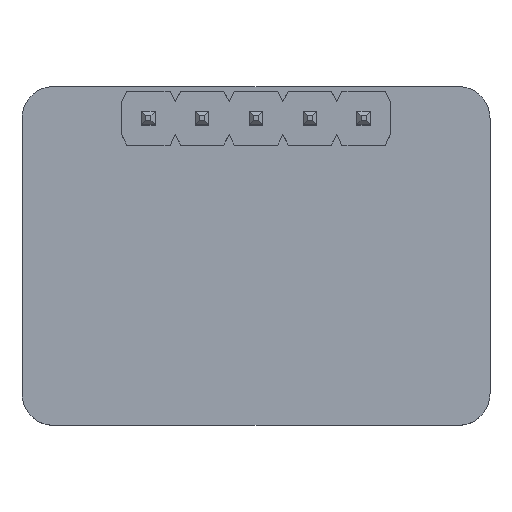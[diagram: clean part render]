
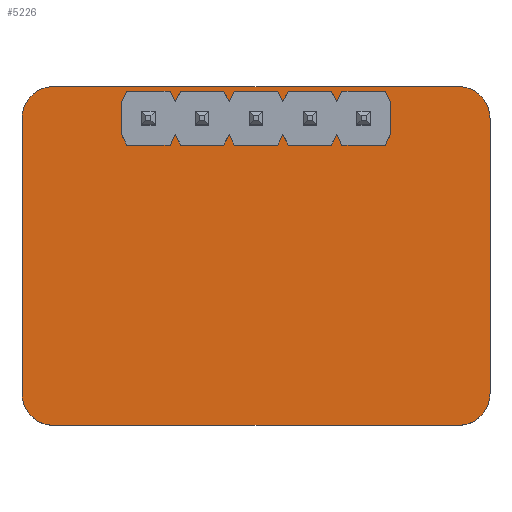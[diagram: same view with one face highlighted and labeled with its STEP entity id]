
A CAD part, top view. The second image highlights one B-rep face of the part: STEP entity #5226.
In plain terms, the highlighted planar face has unit normal (0, 0, 1).
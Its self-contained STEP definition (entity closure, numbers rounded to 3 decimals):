
#94 = LINE ( 'NONE', #3779, #6000 ) ;
#185 = CARTESIAN_POINT ( 'NONE',  ( -83.884, 5.293, 39.534 ) ) ;
#278 = VERTEX_POINT ( 'NONE', #286 ) ;
#286 = CARTESIAN_POINT ( 'NONE',  ( -83.884, 18.293, 39.534 ) ) ;
#459 = CARTESIAN_POINT ( 'NONE',  ( -83.884, 19.793, 39.534 ) ) ;
#516 = LINE ( 'NONE', #2610, #2169 ) ;
#622 = VERTEX_POINT ( 'NONE', #6094 ) ;
#630 = EDGE_CURVE ( 'NONE', #1664, #6295, #1440, .T. ) ;
#972 = DIRECTION ( 'NONE',  ( 0., -1., 0. ) ) ;
#985 = VECTOR ( 'NONE', #4032, 1000. ) ;
#986 = AXIS2_PLACEMENT_3D ( 'NONE', #6607, #3422, #1803 ) ;
#1117 = VERTEX_POINT ( 'NONE', #185 ) ;
#1331 = ORIENTED_EDGE ( 'NONE', *, *, #4720, .T. ) ;
#1440 = CIRCLE ( 'NONE', #6076, 1.5 ) ;
#1616 = CIRCLE ( 'NONE', #4798, 1.5 ) ;
#1664 = VERTEX_POINT ( 'NONE', #5368 ) ;
#1689 = ORIENTED_EDGE ( 'NONE', *, *, #2700, .T. ) ;
#1742 = DIRECTION ( 'NONE',  ( 1., 0., 0. ) ) ;
#1747 = CARTESIAN_POINT ( 'NONE',  ( -85.384, 5.293, 39.534 ) ) ;
#1773 = CARTESIAN_POINT ( 'NONE',  ( -85.384, 18.293, 39.534 ) ) ;
#1782 = FACE_OUTER_BOUND ( 'NONE', #4332, .T. ) ;
#1792 = VERTEX_POINT ( 'NONE', #5811 ) ;
#1803 = DIRECTION ( 'NONE',  ( 1., 0., 0. ) ) ;
#1956 = CARTESIAN_POINT ( 'NONE',  ( -85.384, 19.793, 39.534 ) ) ;
#2169 = VECTOR ( 'NONE', #4721, 1000. ) ;
#2210 = DIRECTION ( 'NONE',  ( 0., -1., 0. ) ) ;
#2251 = DIRECTION ( 'NONE',  ( 0., 0., 1. ) ) ;
#2610 = CARTESIAN_POINT ( 'NONE',  ( -83.884, 3.793, 39.534 ) ) ;
#2644 = CARTESIAN_POINT ( 'NONE',  ( -85.384, 3.793, 39.534 ) ) ;
#2646 = ORIENTED_EDGE ( 'NONE', *, *, #6496, .T. ) ;
#2700 = EDGE_CURVE ( 'NONE', #6295, #1792, #94, .T. ) ;
#2787 = VERTEX_POINT ( 'NONE', #1956 ) ;
#2941 = ORIENTED_EDGE ( 'NONE', *, *, #4543, .F. ) ;
#3212 = EDGE_CURVE ( 'NONE', #278, #1117, #6762, .T. ) ;
#3367 = ORIENTED_EDGE ( 'NONE', *, *, #3212, .F. ) ;
#3422 = DIRECTION ( 'NONE',  ( 0., 0., 1. ) ) ;
#3575 = LINE ( 'NONE', #6678, #985 ) ;
#3679 = ORIENTED_EDGE ( 'NONE', *, *, #4083, .T. ) ;
#3761 = DIRECTION ( 'NONE',  ( 1., 0., 0. ) ) ;
#3779 = CARTESIAN_POINT ( 'NONE',  ( -105.984, 19.793, 39.534 ) ) ;
#3838 = DIRECTION ( 'NONE',  ( 0., 0., 1. ) ) ;
#4032 = DIRECTION ( 'NONE',  ( -1., 0., 0. ) ) ;
#4083 = EDGE_CURVE ( 'NONE', #6732, #1117, #1616, .T. ) ;
#4332 = EDGE_LOOP ( 'NONE', ( #3367, #1331, #2646, #5253, #1689, #6351, #2941, #3679 ) ) ;
#4459 = DIRECTION ( 'NONE',  ( 0., 0., 1. ) ) ;
#4525 = CARTESIAN_POINT ( 'NONE',  ( -105.984, 18.293, 39.534 ) ) ;
#4543 = EDGE_CURVE ( 'NONE', #6732, #622, #516, .T. ) ;
#4558 = DIRECTION ( 'NONE',  ( 0., 0., 1. ) ) ;
#4720 = EDGE_CURVE ( 'NONE', #278, #2787, #6505, .T. ) ;
#4721 = DIRECTION ( 'NONE',  ( -1., 0., 0. ) ) ;
#4798 = AXIS2_PLACEMENT_3D ( 'NONE', #1747, #3838, #3761 ) ;
#4901 = DIRECTION ( 'NONE',  ( 1., 0., 0. ) ) ;
#5068 = CARTESIAN_POINT ( 'NONE',  ( -104.484, 18.293, 39.534 ) ) ;
#5226 = ADVANCED_FACE ( 'NONE', ( #1782 ), #5494, .T. ) ;
#5253 = ORIENTED_EDGE ( 'NONE', *, *, #630, .T. ) ;
#5368 = CARTESIAN_POINT ( 'NONE',  ( -104.484, 19.793, 39.534 ) ) ;
#5401 = CIRCLE ( 'NONE', #986, 1.5 ) ;
#5494 = PLANE ( 'NONE',  #6842 ) ;
#5629 = EDGE_CURVE ( 'NONE', #1792, #622, #5401, .T. ) ;
#5811 = CARTESIAN_POINT ( 'NONE',  ( -105.984, 5.293, 39.534 ) ) ;
#5812 = AXIS2_PLACEMENT_3D ( 'NONE', #1773, #2251, #4901 ) ;
#6000 = VECTOR ( 'NONE', #2210, 1000. ) ;
#6076 = AXIS2_PLACEMENT_3D ( 'NONE', #5068, #4558, #6713 ) ;
#6094 = CARTESIAN_POINT ( 'NONE',  ( -104.484, 3.793, 39.534 ) ) ;
#6295 = VERTEX_POINT ( 'NONE', #4525 ) ;
#6351 = ORIENTED_EDGE ( 'NONE', *, *, #5629, .T. ) ;
#6457 = CARTESIAN_POINT ( 'NONE',  ( -94.934, 11.793, 39.534 ) ) ;
#6496 = EDGE_CURVE ( 'NONE', #2787, #1664, #3575, .T. ) ;
#6505 = CIRCLE ( 'NONE', #5812, 1.5 ) ;
#6607 = CARTESIAN_POINT ( 'NONE',  ( -104.484, 5.293, 39.534 ) ) ;
#6678 = CARTESIAN_POINT ( 'NONE',  ( -83.884, 19.793, 39.534 ) ) ;
#6713 = DIRECTION ( 'NONE',  ( 1., 0., 0. ) ) ;
#6732 = VERTEX_POINT ( 'NONE', #2644 ) ;
#6762 = LINE ( 'NONE', #459, #6794 ) ;
#6794 = VECTOR ( 'NONE', #972, 1000. ) ;
#6842 = AXIS2_PLACEMENT_3D ( 'NONE', #6457, #4459, #1742 ) ;
